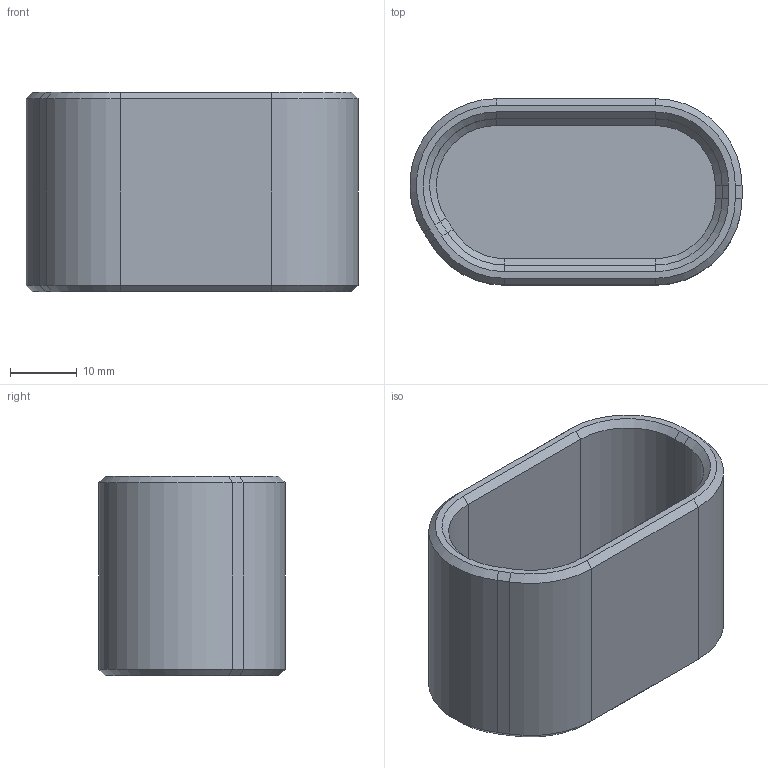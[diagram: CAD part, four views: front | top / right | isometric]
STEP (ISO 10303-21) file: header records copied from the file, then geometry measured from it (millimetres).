
FILE_DESCRIPTION(('STEP AP214'), '1');
FILE_NAME('ïðÿìîóãîëüíàÿ ÷àñòü ìàëåíüêàÿ', '', ('UNSPECIFIED'), ('UNSPECIFIED'), 'C3D Converter', 'C3D Toolkit', '');
FILE_SCHEMA(('AUTOMOTIVE_DESIGN { 1 0 10303 214 3 1 1}'));
Length unit declared in the file: millimetre
Bounding box: 49.91 x 28 x 30 mm (x, y, z)
Volume: 13573.3 mm3; surface area: 9244 mm2
Topology: 1 solids, 1 shells, 51 faces, 112 edges, 64 vertices
Faces by surface type: plane 21, cone 20, cylinder 10
Entity records: 1410 total; most frequent: DIRECTION 256, CARTESIAN_POINT 228, ORIENTED_EDGE 224, EDGE_CURVE 112, AXIS2_PLACEMENT_3D 92, LINE 72, VECTOR 72, VERTEX_POINT 64
